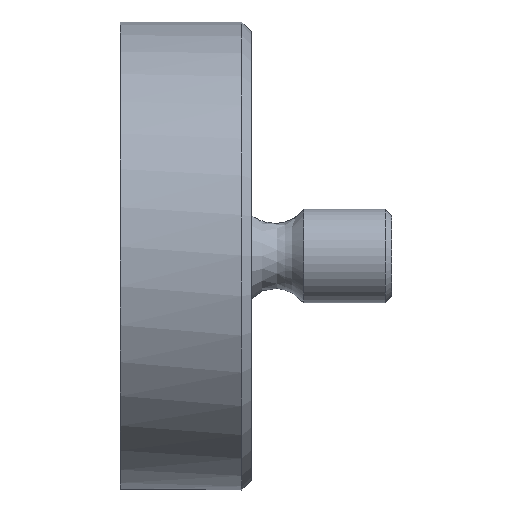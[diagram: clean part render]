
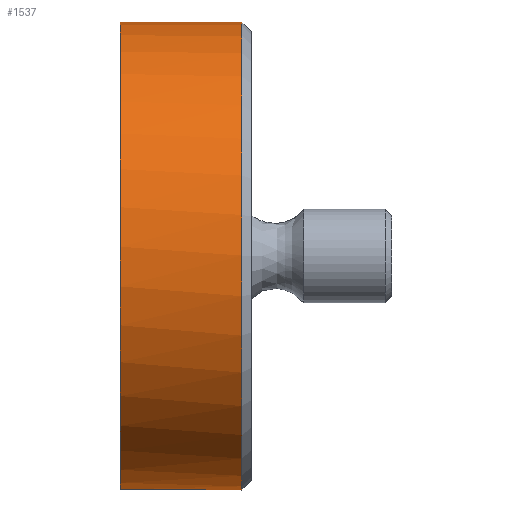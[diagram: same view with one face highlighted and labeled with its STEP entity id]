
A CAD part, top view. The second image highlights one B-rep face of the part: STEP entity #1537.
In plain terms, the highlighted cylindrical face has radius 25 mm (diameter 50 mm), a full revolution.
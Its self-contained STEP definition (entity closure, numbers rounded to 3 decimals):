
#1054=CARTESIAN_POINT('',(12.,-7.,-24.));
#1055=VERTEX_POINT('',#1054);
#1056=CARTESIAN_POINT('',(12.,7.,-24.0));
#1057=VERTEX_POINT('',#1056);
#1064=CARTESIAN_POINT('',(0.,-7.,-24.));
#1065=VERTEX_POINT('',#1064);
#1066=CARTESIAN_POINT('',(0.,-7.,-24.));
#1067=DIRECTION('',(1.0,0.0,0.0));
#1068=VECTOR('',#1067,12.);
#1069=LINE('',#1066,#1068);
#1070=EDGE_CURVE('',#1065,#1055,#1069,.T.);
#1072=CARTESIAN_POINT('',(0.,7.,-24.0));
#1073=VERTEX_POINT('',#1072);
#1080=CARTESIAN_POINT('',(12.,7.,-24.));
#1081=DIRECTION('',(-1.0,0.0,0.0));
#1082=VECTOR('',#1081,12.);
#1083=LINE('',#1080,#1082);
#1084=EDGE_CURVE('',#1057,#1073,#1083,.T.);
#1109=CARTESIAN_POINT('',(12.,0.,0.0));
#1110=DIRECTION('',(1.0,0.0,0.0));
#1111=DIRECTION('',(0.0,1.0,0.0));
#1112=AXIS2_PLACEMENT_3D('',#1109,#1110,#1111);
#1113=CIRCLE('',#1112,25.0);
#1114=EDGE_CURVE('',#1055,#1057,#1113,.T.);
#1125=CARTESIAN_POINT('',(0.,0.,0.0));
#1126=DIRECTION('',(1.0,0.0,0.0));
#1127=DIRECTION('',(0.0,1.0,0.0));
#1128=AXIS2_PLACEMENT_3D('',#1125,#1126,#1127);
#1129=CIRCLE('',#1128,25.);
#1130=EDGE_CURVE('',#1073,#1065,#1129,.T.);
#1515=CARTESIAN_POINT('',(6.5,0.,0.0));
#1516=DIRECTION('',(1.0,0.,0.0));
#1517=DIRECTION('',(0.0,1.0,0.0));
#1518=AXIS2_PLACEMENT_3D('',#1515,#1516,#1517);
#1519=CYLINDRICAL_SURFACE('',#1518,25.0);
#1520=ORIENTED_EDGE('',*,*,#1084,.T.);
#1521=ORIENTED_EDGE('',*,*,#1130,.T.);
#1522=ORIENTED_EDGE('',*,*,#1070,.T.);
#1523=ORIENTED_EDGE('',*,*,#1114,.T.);
#1524=EDGE_LOOP('',(#1520,#1521,#1522,#1523));
#1525=FACE_OUTER_BOUND('',#1524,.T.);
#1526=CARTESIAN_POINT('',(13.0,25.,0.0));
#1527=VERTEX_POINT('',#1526);
#1528=CARTESIAN_POINT('',(13.,0.,0.0));
#1529=DIRECTION('',(1.0,0.0,0.0));
#1530=DIRECTION('',(0.0,1.0,0.0));
#1531=AXIS2_PLACEMENT_3D('',#1528,#1529,#1530);
#1532=CIRCLE('',#1531,25.0);
#1533=EDGE_CURVE('',#1527,#1527,#1532,.T.);
#1534=ORIENTED_EDGE('',*,*,#1533,.F.);
#1535=EDGE_LOOP('',(#1534));
#1536=FACE_BOUND('',#1535,.T.);
#1537=ADVANCED_FACE('',(#1525,#1536),#1519,.T.);
